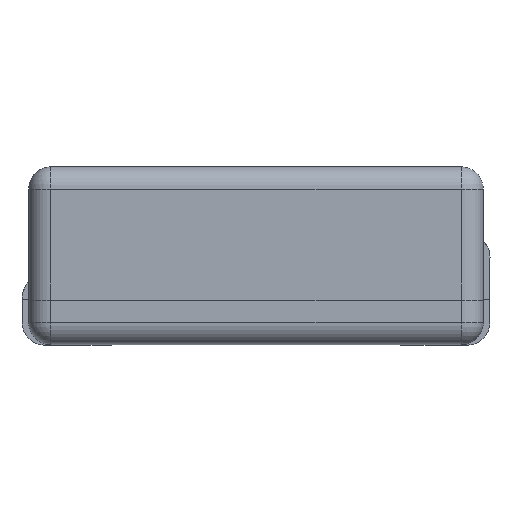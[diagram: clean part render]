
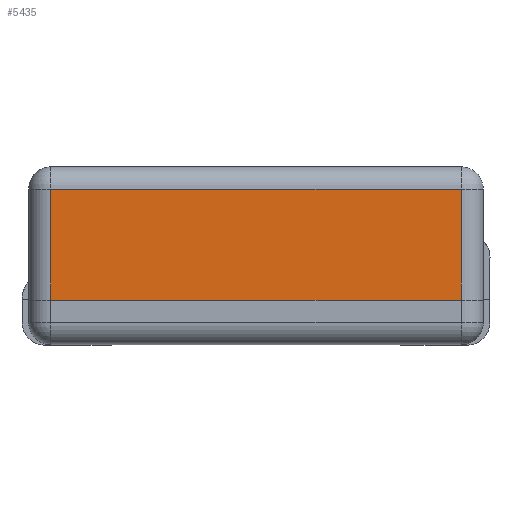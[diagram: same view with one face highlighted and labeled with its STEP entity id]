
A CAD part, front view. The second image highlights one B-rep face of the part: STEP entity #5435.
In plain terms, the highlighted planar face has unit normal (0, -1, 0).
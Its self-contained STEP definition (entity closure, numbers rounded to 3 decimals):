
#1891 = VERTEX_POINT('',#1892);
#1892 = CARTESIAN_POINT('',(4.6,-5.1,1.009));
#1929 = CYLINDRICAL_SURFACE('',#1930,0.5);
#1930 = AXIS2_PLACEMENT_3D('',#1931,#1932,#1933);
#1931 = CARTESIAN_POINT('',(4.6,-4.6,1.009));
#1932 = DIRECTION('',(0.,0.,-1.));
#1933 = DIRECTION('',(1.,0.,0.));
#1977 = PLANE('',#1978);
#1978 = AXIS2_PLACEMENT_3D('',#1979,#1980,#1981);
#1979 = CARTESIAN_POINT('',(-5.1,-5.1,0.009));
#1980 = DIRECTION('',(0.,-1.,0.));
#1981 = DIRECTION('',(1.,0.,0.));
#4059 = VERTEX_POINT('',#4060);
#4060 = CARTESIAN_POINT('',(4.6,-5.1,3.499));
#4131 = EDGE_CURVE('',#1891,#4059,#4132,.T.);
#4132 = SURFACE_CURVE('',#4133,(#4137,#4166),.PCURVE_S1.);
#4133 = LINE('',#4134,#4135);
#4134 = CARTESIAN_POINT('',(4.6,-5.1,1.009));
#4135 = VECTOR('',#4136,1.);
#4136 = DIRECTION('',(0.,0.,1.));
#4137 = PCURVE('',#1929,#4138);
#4138 = DEFINITIONAL_REPRESENTATION('',(#4139),#4165);
#4139 = B_SPLINE_CURVE_WITH_KNOTS('',3,(#4140,#4141,#4142,#4143,#4144,
    #4145,#4146,#4147,#4148,#4149,#4150,#4151,#4152,#4153,#4154,#4155,
    #4156,#4157,#4158,#4159,#4160,#4161,#4162,#4163,#4164),
  .UNSPECIFIED.,.F.,.F.,(4,1,1,1,1,1,1,1,1,1,1,1,1,1,1,1,1,1,1,1,1,1,4),
  (0.,0.113,0.226,0.34,0.453,
    0.566,0.679,0.792,0.905,
    1.019,1.132,1.245,1.358,1.471,
    1.585,1.698,1.811,1.924,
    2.037,2.15,2.264,2.377,2.49),
  .QUASI_UNIFORM_KNOTS.);
#4140 = CARTESIAN_POINT('',(1.571,0.));
#4141 = CARTESIAN_POINT('',(1.571,-0.038));
#4142 = CARTESIAN_POINT('',(1.571,-0.113));
#4143 = CARTESIAN_POINT('',(1.571,-0.226));
#4144 = CARTESIAN_POINT('',(1.571,-0.34));
#4145 = CARTESIAN_POINT('',(1.571,-0.453));
#4146 = CARTESIAN_POINT('',(1.571,-0.566));
#4147 = CARTESIAN_POINT('',(1.571,-0.679));
#4148 = CARTESIAN_POINT('',(1.571,-0.792));
#4149 = CARTESIAN_POINT('',(1.571,-0.905));
#4150 = CARTESIAN_POINT('',(1.571,-1.019));
#4151 = CARTESIAN_POINT('',(1.571,-1.132));
#4152 = CARTESIAN_POINT('',(1.571,-1.245));
#4153 = CARTESIAN_POINT('',(1.571,-1.358));
#4154 = CARTESIAN_POINT('',(1.571,-1.471));
#4155 = CARTESIAN_POINT('',(1.571,-1.585));
#4156 = CARTESIAN_POINT('',(1.571,-1.698));
#4157 = CARTESIAN_POINT('',(1.571,-1.811));
#4158 = CARTESIAN_POINT('',(1.571,-1.924));
#4159 = CARTESIAN_POINT('',(1.571,-2.037));
#4160 = CARTESIAN_POINT('',(1.571,-2.15));
#4161 = CARTESIAN_POINT('',(1.571,-2.264));
#4162 = CARTESIAN_POINT('',(1.571,-2.377));
#4163 = CARTESIAN_POINT('',(1.571,-2.452));
#4164 = CARTESIAN_POINT('',(1.571,-2.49));
#4165 = ( GEOMETRIC_REPRESENTATION_CONTEXT(2) 
PARAMETRIC_REPRESENTATION_CONTEXT() REPRESENTATION_CONTEXT('2D SPACE',''
  ) );
#4166 = PCURVE('',#4167,#4172);
#4167 = PLANE('',#4168);
#4168 = AXIS2_PLACEMENT_3D('',#4169,#4170,#4171);
#4169 = CARTESIAN_POINT('',(-5.1,-5.1,1.009));
#4170 = DIRECTION('',(0.,-1.,0.));
#4171 = DIRECTION('',(1.,0.,0.));
#4172 = DEFINITIONAL_REPRESENTATION('',(#4173),#4177);
#4173 = LINE('',#4174,#4175);
#4174 = CARTESIAN_POINT('',(9.7,0.));
#4175 = VECTOR('',#4176,1.);
#4176 = DIRECTION('',(0.,1.));
#4177 = ( GEOMETRIC_REPRESENTATION_CONTEXT(2) 
PARAMETRIC_REPRESENTATION_CONTEXT() REPRESENTATION_CONTEXT('2D SPACE',''
  ) );
#4182 = EDGE_CURVE('',#4183,#1891,#4185,.T.);
#4183 = VERTEX_POINT('',#4184);
#4184 = CARTESIAN_POINT('',(-4.6,-5.1,1.009));
#4185 = SURFACE_CURVE('',#4186,(#4190,#4197),.PCURVE_S1.);
#4186 = LINE('',#4187,#4188);
#4187 = CARTESIAN_POINT('',(-5.1,-5.1,1.009));
#4188 = VECTOR('',#4189,1.);
#4189 = DIRECTION('',(1.,0.,0.));
#4190 = PCURVE('',#1977,#4191);
#4191 = DEFINITIONAL_REPRESENTATION('',(#4192),#4196);
#4192 = LINE('',#4193,#4194);
#4193 = CARTESIAN_POINT('',(0.,1.));
#4194 = VECTOR('',#4195,1.);
#4195 = DIRECTION('',(1.,0.));
#4196 = ( GEOMETRIC_REPRESENTATION_CONTEXT(2) 
PARAMETRIC_REPRESENTATION_CONTEXT() REPRESENTATION_CONTEXT('2D SPACE',''
  ) );
#4197 = PCURVE('',#4167,#4198);
#4198 = DEFINITIONAL_REPRESENTATION('',(#4199),#4203);
#4199 = LINE('',#4200,#4201);
#4200 = CARTESIAN_POINT('',(0.,0.));
#4201 = VECTOR('',#4202,1.);
#4202 = DIRECTION('',(1.,0.));
#4203 = ( GEOMETRIC_REPRESENTATION_CONTEXT(2) 
PARAMETRIC_REPRESENTATION_CONTEXT() REPRESENTATION_CONTEXT('2D SPACE',''
  ) );
#5402 = CYLINDRICAL_SURFACE('',#5403,0.5);
#5403 = AXIS2_PLACEMENT_3D('',#5404,#5405,#5406);
#5404 = CARTESIAN_POINT('',(-4.6,-4.6,1.009));
#5405 = DIRECTION('',(0.,0.,-1.));
#5406 = DIRECTION('',(1.,0.,0.));
#5435 = ADVANCED_FACE('',(#5436),#4167,.T.);
#5436 = FACE_BOUND('',#5437,.T.);
#5437 = EDGE_LOOP('',(#5438,#5439,#5440,#5490));
#5438 = ORIENTED_EDGE('',*,*,#4182,.T.);
#5439 = ORIENTED_EDGE('',*,*,#4131,.T.);
#5440 = ORIENTED_EDGE('',*,*,#5441,.F.);
#5441 = EDGE_CURVE('',#5442,#4059,#5444,.T.);
#5442 = VERTEX_POINT('',#5443);
#5443 = CARTESIAN_POINT('',(-4.6,-5.1,3.499));
#5444 = SURFACE_CURVE('',#5445,(#5449,#5456),.PCURVE_S1.);
#5445 = LINE('',#5446,#5447);
#5446 = CARTESIAN_POINT('',(-5.1,-5.1,3.499));
#5447 = VECTOR('',#5448,1.);
#5448 = DIRECTION('',(1.,0.,0.));
#5449 = PCURVE('',#4167,#5450);
#5450 = DEFINITIONAL_REPRESENTATION('',(#5451),#5455);
#5451 = LINE('',#5452,#5453);
#5452 = CARTESIAN_POINT('',(0.,2.49));
#5453 = VECTOR('',#5454,1.);
#5454 = DIRECTION('',(1.,0.));
#5455 = ( GEOMETRIC_REPRESENTATION_CONTEXT(2) 
PARAMETRIC_REPRESENTATION_CONTEXT() REPRESENTATION_CONTEXT('2D SPACE',''
  ) );
#5456 = PCURVE('',#5457,#5462);
#5457 = CYLINDRICAL_SURFACE('',#5458,0.5);
#5458 = AXIS2_PLACEMENT_3D('',#5459,#5460,#5461);
#5459 = CARTESIAN_POINT('',(-5.1,-4.6,3.499));
#5460 = DIRECTION('',(-1.,0.,0.));
#5461 = DIRECTION('',(0.,1.,0.));
#5462 = DEFINITIONAL_REPRESENTATION('',(#5463),#5489);
#5463 = B_SPLINE_CURVE_WITH_KNOTS('',3,(#5464,#5465,#5466,#5467,#5468,
    #5469,#5470,#5471,#5472,#5473,#5474,#5475,#5476,#5477,#5478,#5479,
    #5480,#5481,#5482,#5483,#5484,#5485,#5486,#5487,#5488),
  .UNSPECIFIED.,.F.,.F.,(4,1,1,1,1,1,1,1,1,1,1,1,1,1,1,1,1,1,1,1,1,1,4),
  (0.5,0.918,1.336,1.755,2.173,
    2.591,3.009,3.427,3.845,
    4.264,4.682,5.1,5.518,5.936,
    6.355,6.773,7.191,7.609,
    8.027,8.445,8.864,9.282,9.7),
  .QUASI_UNIFORM_KNOTS.);
#5464 = CARTESIAN_POINT('',(3.142,-0.5));
#5465 = CARTESIAN_POINT('',(3.142,-0.639));
#5466 = CARTESIAN_POINT('',(3.142,-0.918));
#5467 = CARTESIAN_POINT('',(3.142,-1.336));
#5468 = CARTESIAN_POINT('',(3.142,-1.755));
#5469 = CARTESIAN_POINT('',(3.142,-2.173));
#5470 = CARTESIAN_POINT('',(3.142,-2.591));
#5471 = CARTESIAN_POINT('',(3.142,-3.009));
#5472 = CARTESIAN_POINT('',(3.142,-3.427));
#5473 = CARTESIAN_POINT('',(3.142,-3.845));
#5474 = CARTESIAN_POINT('',(3.142,-4.264));
#5475 = CARTESIAN_POINT('',(3.142,-4.682));
#5476 = CARTESIAN_POINT('',(3.142,-5.1));
#5477 = CARTESIAN_POINT('',(3.142,-5.518));
#5478 = CARTESIAN_POINT('',(3.142,-5.936));
#5479 = CARTESIAN_POINT('',(3.142,-6.355));
#5480 = CARTESIAN_POINT('',(3.142,-6.773));
#5481 = CARTESIAN_POINT('',(3.142,-7.191));
#5482 = CARTESIAN_POINT('',(3.142,-7.609));
#5483 = CARTESIAN_POINT('',(3.142,-8.027));
#5484 = CARTESIAN_POINT('',(3.142,-8.445));
#5485 = CARTESIAN_POINT('',(3.142,-8.864));
#5486 = CARTESIAN_POINT('',(3.142,-9.282));
#5487 = CARTESIAN_POINT('',(3.142,-9.561));
#5488 = CARTESIAN_POINT('',(3.142,-9.7));
#5489 = ( GEOMETRIC_REPRESENTATION_CONTEXT(2) 
PARAMETRIC_REPRESENTATION_CONTEXT() REPRESENTATION_CONTEXT('2D SPACE',''
  ) );
#5490 = ORIENTED_EDGE('',*,*,#5491,.F.);
#5491 = EDGE_CURVE('',#4183,#5442,#5492,.T.);
#5492 = SURFACE_CURVE('',#5493,(#5497,#5504),.PCURVE_S1.);
#5493 = LINE('',#5494,#5495);
#5494 = CARTESIAN_POINT('',(-4.6,-5.1,1.009));
#5495 = VECTOR('',#5496,1.);
#5496 = DIRECTION('',(0.,0.,1.));
#5497 = PCURVE('',#4167,#5498);
#5498 = DEFINITIONAL_REPRESENTATION('',(#5499),#5503);
#5499 = LINE('',#5500,#5501);
#5500 = CARTESIAN_POINT('',(0.5,0.));
#5501 = VECTOR('',#5502,1.);
#5502 = DIRECTION('',(0.,1.));
#5503 = ( GEOMETRIC_REPRESENTATION_CONTEXT(2) 
PARAMETRIC_REPRESENTATION_CONTEXT() REPRESENTATION_CONTEXT('2D SPACE',''
  ) );
#5504 = PCURVE('',#5402,#5505);
#5505 = DEFINITIONAL_REPRESENTATION('',(#5506),#5532);
#5506 = B_SPLINE_CURVE_WITH_KNOTS('',3,(#5507,#5508,#5509,#5510,#5511,
    #5512,#5513,#5514,#5515,#5516,#5517,#5518,#5519,#5520,#5521,#5522,
    #5523,#5524,#5525,#5526,#5527,#5528,#5529,#5530,#5531),
  .UNSPECIFIED.,.F.,.F.,(4,1,1,1,1,1,1,1,1,1,1,1,1,1,1,1,1,1,1,1,1,1,4),
  (0.,0.113,0.226,0.34,0.453,
    0.566,0.679,0.792,0.905,
    1.019,1.132,1.245,1.358,1.471,
    1.585,1.698,1.811,1.924,
    2.037,2.15,2.264,2.377,2.49),
  .QUASI_UNIFORM_KNOTS.);
#5507 = CARTESIAN_POINT('',(1.571,0.));
#5508 = CARTESIAN_POINT('',(1.571,-0.038));
#5509 = CARTESIAN_POINT('',(1.571,-0.113));
#5510 = CARTESIAN_POINT('',(1.571,-0.226));
#5511 = CARTESIAN_POINT('',(1.571,-0.34));
#5512 = CARTESIAN_POINT('',(1.571,-0.453));
#5513 = CARTESIAN_POINT('',(1.571,-0.566));
#5514 = CARTESIAN_POINT('',(1.571,-0.679));
#5515 = CARTESIAN_POINT('',(1.571,-0.792));
#5516 = CARTESIAN_POINT('',(1.571,-0.905));
#5517 = CARTESIAN_POINT('',(1.571,-1.019));
#5518 = CARTESIAN_POINT('',(1.571,-1.132));
#5519 = CARTESIAN_POINT('',(1.571,-1.245));
#5520 = CARTESIAN_POINT('',(1.571,-1.358));
#5521 = CARTESIAN_POINT('',(1.571,-1.471));
#5522 = CARTESIAN_POINT('',(1.571,-1.585));
#5523 = CARTESIAN_POINT('',(1.571,-1.698));
#5524 = CARTESIAN_POINT('',(1.571,-1.811));
#5525 = CARTESIAN_POINT('',(1.571,-1.924));
#5526 = CARTESIAN_POINT('',(1.571,-2.037));
#5527 = CARTESIAN_POINT('',(1.571,-2.15));
#5528 = CARTESIAN_POINT('',(1.571,-2.264));
#5529 = CARTESIAN_POINT('',(1.571,-2.377));
#5530 = CARTESIAN_POINT('',(1.571,-2.452));
#5531 = CARTESIAN_POINT('',(1.571,-2.49));
#5532 = ( GEOMETRIC_REPRESENTATION_CONTEXT(2) 
PARAMETRIC_REPRESENTATION_CONTEXT() REPRESENTATION_CONTEXT('2D SPACE',''
  ) );
